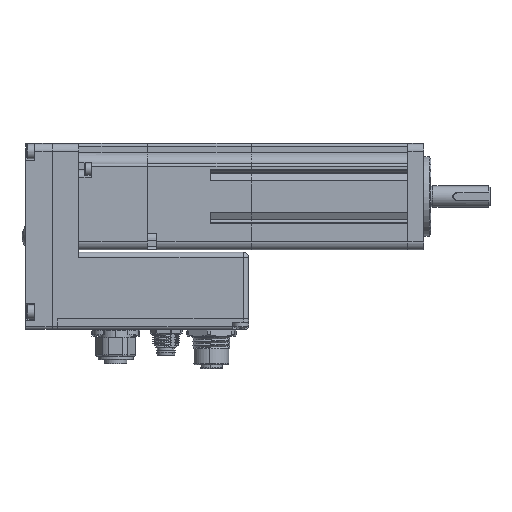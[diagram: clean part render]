
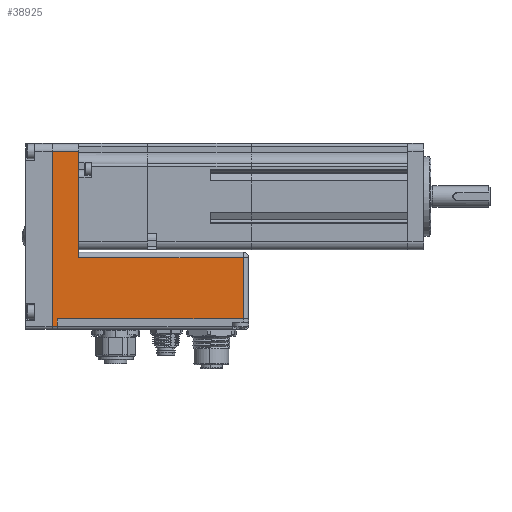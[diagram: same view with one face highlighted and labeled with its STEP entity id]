
A CAD part, front view. The second image highlights one B-rep face of the part: STEP entity #38925.
In plain terms, the highlighted planar face has unit normal (0, -1, 0).
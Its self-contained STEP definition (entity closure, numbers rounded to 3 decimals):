
#2374 = ORIENTED_EDGE ( 'NONE', *, *, #43777, .F. ) ;
#3442 = LINE ( 'NONE', #16910, #40466 ) ;
#6334 = DIRECTION ( 'NONE',  ( 0., -1., 0. ) ) ;
#6356 = LINE ( 'NONE', #39655, #17880 ) ;
#6815 = ORIENTED_EDGE ( 'NONE', *, *, #18773, .T. ) ;
#8163 = VECTOR ( 'NONE', #44772, 1000. ) ;
#14323 = VERTEX_POINT ( 'NONE', #76739 ) ;
#14871 = CARTESIAN_POINT ( 'NONE',  ( -130., -20., -23. ) ) ;
#16910 = CARTESIAN_POINT ( 'NONE',  ( -140., -20., 17. ) ) ;
#17314 = DIRECTION ( 'NONE',  ( 0., 0., -1. ) ) ;
#17880 = VECTOR ( 'NONE', #91723, 1000. ) ;
#18773 = EDGE_CURVE ( 'NONE', #14323, #38663, #40574, .T. ) ;
#18959 = VERTEX_POINT ( 'NONE', #27259 ) ;
#20910 = EDGE_CURVE ( 'NONE', #72775, #65471, #6356, .T. ) ;
#21031 = VERTEX_POINT ( 'NONE', #55895 ) ;
#23128 = VECTOR ( 'NONE', #40046, 1000. ) ;
#27259 = CARTESIAN_POINT ( 'NONE',  ( -138., -20., -46. ) ) ;
#30148 = EDGE_CURVE ( 'NONE', #41134, #18959, #53950, .T. ) ;
#30188 = FACE_OUTER_BOUND ( 'NONE', #91863, .T. ) ;
#31390 = DIRECTION ( 'NONE',  ( -1., 0., 0. ) ) ;
#36278 = ORIENTED_EDGE ( 'NONE', *, *, #30148, .F. ) ;
#37948 = VECTOR ( 'NONE', #17314, 1000. ) ;
#38663 = VERTEX_POINT ( 'NONE', #84624 ) ;
#38925 = ADVANCED_FACE ( 'NONE', ( #30188 ), #65219, .T. ) ;
#39655 = CARTESIAN_POINT ( 'NONE',  ( -140., -20., 20. ) ) ;
#40046 = DIRECTION ( 'NONE',  ( 0., 0., 1. ) ) ;
#40466 = VECTOR ( 'NONE', #31390, 1000. ) ;
#40574 = LINE ( 'NONE', #92121, #23128 ) ;
#41134 = VERTEX_POINT ( 'NONE', #72013 ) ;
#43777 = EDGE_CURVE ( 'NONE', #18959, #21031, #57670, .T. ) ;
#44772 = DIRECTION ( 'NONE',  ( -1., 0., 0. ) ) ;
#46912 = CARTESIAN_POINT ( 'NONE',  ( -138., -20., -46. ) ) ;
#50170 = EDGE_CURVE ( 'NONE', #62700, #14323, #67243, .T. ) ;
#50769 = CARTESIAN_POINT ( 'NONE',  ( -130., -20., 20. ) ) ;
#52394 = LINE ( 'NONE', #78592, #87271 ) ;
#53950 = LINE ( 'NONE', #71537, #73646 ) ;
#55895 = CARTESIAN_POINT ( 'NONE',  ( -138., -20., -49. ) ) ;
#56484 = DIRECTION ( 'NONE',  ( 1., 0., 0. ) ) ;
#57670 = LINE ( 'NONE', #46912, #37948 ) ;
#58114 = DIRECTION ( 'NONE',  ( 0., 0., 1. ) ) ;
#58417 = ORIENTED_EDGE ( 'NONE', *, *, #71863, .T. ) ;
#58554 = CARTESIAN_POINT ( 'NONE',  ( -140., -20., 17. ) ) ;
#59166 = EDGE_CURVE ( 'NONE', #41134, #62700, #71133, .T. ) ;
#62700 = VERTEX_POINT ( 'NONE', #64300 ) ;
#63470 = ORIENTED_EDGE ( 'NONE', *, *, #50170, .T. ) ;
#64300 = CARTESIAN_POINT ( 'NONE',  ( -68., -20., -23. ) ) ;
#64918 = DIRECTION ( 'NONE',  ( 0., 0., 1. ) ) ;
#65219 = PLANE ( 'NONE',  #67274 ) ;
#65471 = VERTEX_POINT ( 'NONE', #79329 ) ;
#67243 = LINE ( 'NONE', #14871, #8163 ) ;
#67274 = AXIS2_PLACEMENT_3D ( 'NONE', #50769, #6334, #58114 ) ;
#71133 = LINE ( 'NONE', #72447, #91042 ) ;
#71537 = CARTESIAN_POINT ( 'NONE',  ( -138., -20., -46. ) ) ;
#71863 = EDGE_CURVE ( 'NONE', #38663, #72775, #3442, .T. ) ;
#72013 = CARTESIAN_POINT ( 'NONE',  ( -68., -20., -46. ) ) ;
#72447 = CARTESIAN_POINT ( 'NONE',  ( -68., -20., -21. ) ) ;
#72775 = VERTEX_POINT ( 'NONE', #58554 ) ;
#73646 = VECTOR ( 'NONE', #93507, 1000. ) ;
#76739 = CARTESIAN_POINT ( 'NONE',  ( -130., -20., -23. ) ) ;
#78592 = CARTESIAN_POINT ( 'NONE',  ( -138., -20., -49. ) ) ;
#79329 = CARTESIAN_POINT ( 'NONE',  ( -140., -20., -49. ) ) ;
#80522 = ORIENTED_EDGE ( 'NONE', *, *, #59166, .T. ) ;
#81994 = ORIENTED_EDGE ( 'NONE', *, *, #20910, .T. ) ;
#84158 = EDGE_CURVE ( 'NONE', #65471, #21031, #52394, .T. ) ;
#84624 = CARTESIAN_POINT ( 'NONE',  ( -130., -20., 17. ) ) ;
#87271 = VECTOR ( 'NONE', #56484, 1000. ) ;
#87846 = ORIENTED_EDGE ( 'NONE', *, *, #84158, .T. ) ;
#91042 = VECTOR ( 'NONE', #64918, 1000. ) ;
#91723 = DIRECTION ( 'NONE',  ( 0., 0., -1. ) ) ;
#91863 = EDGE_LOOP ( 'NONE', ( #81994, #87846, #2374, #36278, #80522, #63470, #6815, #58417 ) ) ;
#92121 = CARTESIAN_POINT ( 'NONE',  ( -130., -20., -21. ) ) ;
#93507 = DIRECTION ( 'NONE',  ( -1., 0., 0. ) ) ;
